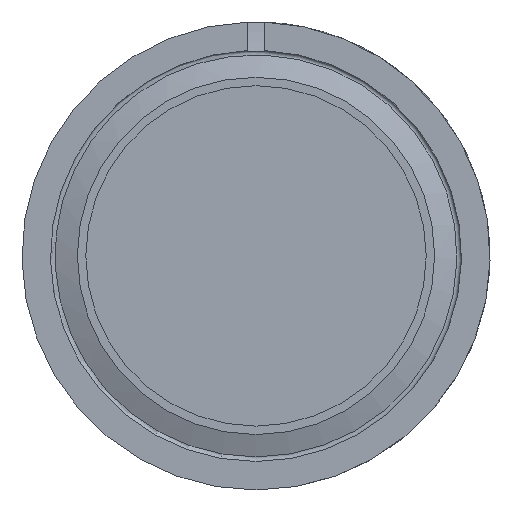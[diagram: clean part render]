
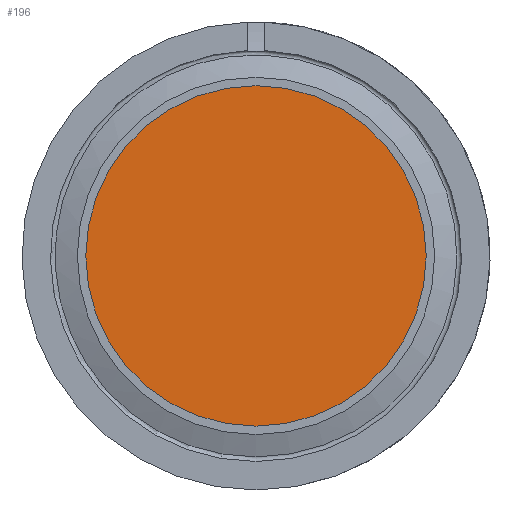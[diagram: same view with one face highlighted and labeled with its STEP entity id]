
A CAD part, left-side view. The second image highlights one B-rep face of the part: STEP entity #196.
In plain terms, the highlighted planar face has unit normal (-1, 0, 0).
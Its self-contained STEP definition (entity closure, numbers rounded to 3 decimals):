
#41=CIRCLE('',#232,20.);
#71=ORIENTED_EDGE('',*,*,#107,.T.);
#107=EDGE_CURVE('',#126,#126,#41,.T.);
#126=VERTEX_POINT('',#358);
#154=EDGE_LOOP('',(#71));
#175=FACE_BOUND('',#154,.T.);
#184=PLANE('',#233);
#196=ADVANCED_FACE('',(#175),#184,.F.);
#232=AXIS2_PLACEMENT_3D('',#357,#284,#285);
#233=AXIS2_PLACEMENT_3D('',#359,#286,#287);
#284=DIRECTION('',(-1.,0.,0.));
#285=DIRECTION('',(0.,0.,1.));
#286=DIRECTION('',(1.,0.,0.));
#287=DIRECTION('',(0.,0.,-1.));
#357=CARTESIAN_POINT('',(0.8,0.,0.));
#358=CARTESIAN_POINT('',(0.8,0.,20.));
#359=CARTESIAN_POINT('',(0.8,0.,20.));
